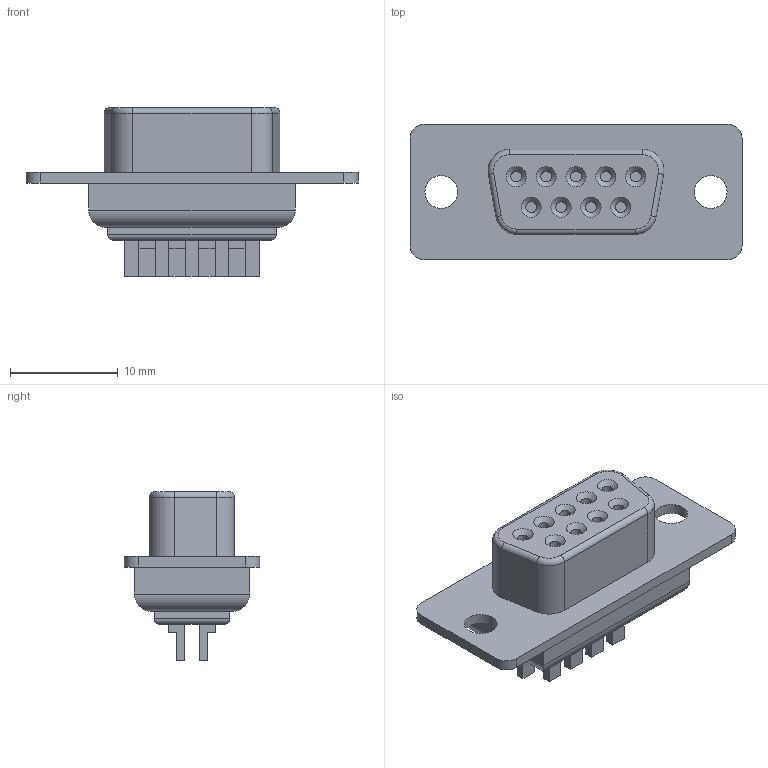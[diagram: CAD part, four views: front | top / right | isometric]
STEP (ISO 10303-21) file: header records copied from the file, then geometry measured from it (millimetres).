
FILE_DESCRIPTION(('FreeCAD Model'),'2;1');
FILE_NAME('Open CASCADE Shape Model','2025-08-14T17:48:01',('SargoDevel' ),(''),'Open CASCADE STEP processor 7.7','FreeCAD','Unknown');
FILE_SCHEMA(('AP242_MANAGED_MODEL_BASED_3D_ENGINEERING_MIM_LF. {1 0 10303 442 1 1 4 }'));
Length unit declared in the file: millimetre
Products named in the file (1): D-Sub_DE-9_F
Bounding box: 30.81 x 12.55 x 15.65 mm (x, y, z)
Volume: 2029.3 mm3; surface area: 1658.5 mm2
Topology: 1 solids, 1 shells, 137 faces, 317 edges, 203 vertices
Faces by surface type: plane 93, cylinder 31, cone 9, torus 4
Full cylindrical faces by diameter (mm): 1 x9, 3.04 x2
Entity records: 4697 total; most frequent: DIRECTION 660, CARTESIAN_POINT 658, ORIENTED_EDGE 634, EDGE_CURVE 317, LINE 250, VECTOR 250, AXIS2_PLACEMENT_3D 205, VERTEX_POINT 203
